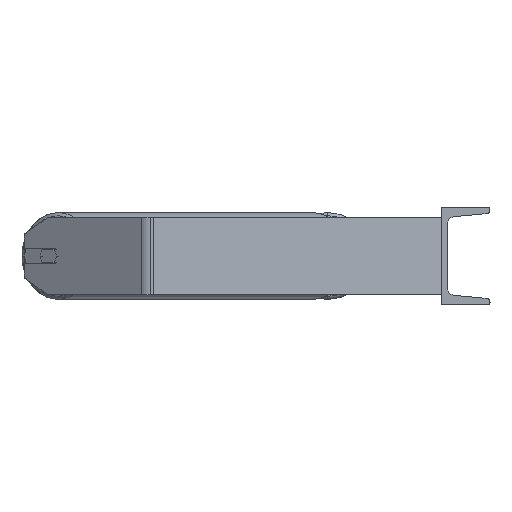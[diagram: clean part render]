
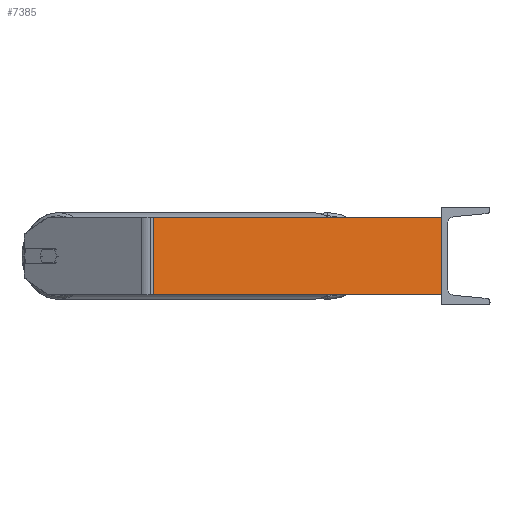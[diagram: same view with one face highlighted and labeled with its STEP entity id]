
A CAD part, left-side view. The second image highlights one B-rep face of the part: STEP entity #7385.
In plain terms, the highlighted planar face has unit normal (-0.985, -0.174, 0).
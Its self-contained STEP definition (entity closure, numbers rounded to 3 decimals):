
#289 = ORIENTED_EDGE ( 'NONE', *, *, #518, .T. ) ;
#295 = ORIENTED_EDGE ( 'NONE', *, *, #7693, .T. ) ;
#353 = ORIENTED_EDGE ( 'NONE', *, *, #4263, .F. ) ;
#518 = EDGE_CURVE ( 'NONE', #7809, #2200, #7453, .T. ) ;
#688 = ORIENTED_EDGE ( 'NONE', *, *, #1465, .F. ) ;
#878 = VERTEX_POINT ( 'NONE', #6012 ) ;
#1410 = PLANE ( 'NONE',  #3433 ) ;
#1465 = EDGE_CURVE ( 'NONE', #7809, #878, #1493, .T. ) ;
#1493 = LINE ( 'NONE', #2108, #7706 ) ;
#2108 = CARTESIAN_POINT ( 'NONE',  ( -738.323, 302.409, 40. ) ) ;
#2200 = VERTEX_POINT ( 'NONE', #3796 ) ;
#2903 = FACE_OUTER_BOUND ( 'NONE', #6507, .T. ) ;
#3237 = DIRECTION ( 'NONE',  ( 0., 0., -1. ) ) ;
#3433 = AXIS2_PLACEMENT_3D ( 'NONE', #5532, #4928, #4151 ) ;
#3796 = CARTESIAN_POINT ( 'NONE',  ( -737.172, 295.883, -40. ) ) ;
#3881 = CARTESIAN_POINT ( 'NONE',  ( -685., 0., 40. ) ) ;
#3978 = LINE ( 'NONE', #3881, #5713 ) ;
#4151 = DIRECTION ( 'NONE',  ( -0.174, 0.985, 0. ) ) ;
#4259 = DIRECTION ( 'NONE',  ( 0.174, -0.985, 0. ) ) ;
#4263 = EDGE_CURVE ( 'NONE', #878, #5473, #3978, .T. ) ;
#4928 = DIRECTION ( 'NONE',  ( 0.985, 0.174, 0. ) ) ;
#5431 = CARTESIAN_POINT ( 'NONE',  ( -737.172, 295.883, 40. ) ) ;
#5473 = VERTEX_POINT ( 'NONE', #8099 ) ;
#5532 = CARTESIAN_POINT ( 'NONE',  ( -738.323, 302.409, 40. ) ) ;
#5708 = DIRECTION ( 'NONE',  ( 0.174, -0.985, 0. ) ) ;
#5713 = VECTOR ( 'NONE', #6654, 1000. ) ;
#6012 = CARTESIAN_POINT ( 'NONE',  ( -685., 0., 40. ) ) ;
#6015 = VECTOR ( 'NONE', #3237, 1000. ) ;
#6048 = CARTESIAN_POINT ( 'NONE',  ( -737.172, 295.883, 40. ) ) ;
#6507 = EDGE_LOOP ( 'NONE', ( #295, #353, #688, #289 ) ) ;
#6654 = DIRECTION ( 'NONE',  ( 0., 0., -1. ) ) ;
#6829 = LINE ( 'NONE', #7731, #8864 ) ;
#7385 = ADVANCED_FACE ( 'NONE', ( #2903 ), #1410, .F. ) ;
#7453 = LINE ( 'NONE', #6048, #6015 ) ;
#7693 = EDGE_CURVE ( 'NONE', #2200, #5473, #6829, .T. ) ;
#7706 = VECTOR ( 'NONE', #5708, 1000. ) ;
#7731 = CARTESIAN_POINT ( 'NONE',  ( -738.323, 302.409, -40. ) ) ;
#7809 = VERTEX_POINT ( 'NONE', #5431 ) ;
#8099 = CARTESIAN_POINT ( 'NONE',  ( -685., 0., -40. ) ) ;
#8864 = VECTOR ( 'NONE', #4259, 1000. ) ;
